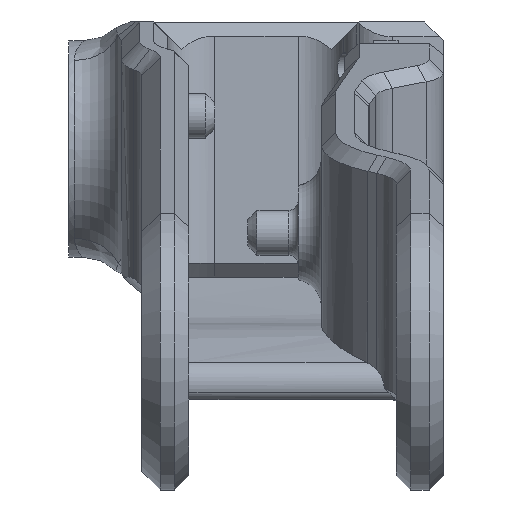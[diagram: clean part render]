
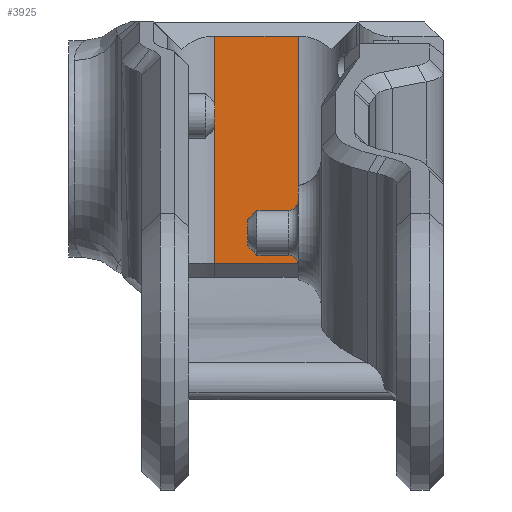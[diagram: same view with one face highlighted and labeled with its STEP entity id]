
A CAD part, left-side view. The second image highlights one B-rep face of the part: STEP entity #3925.
In plain terms, the highlighted planar face has unit normal (-1, 0, 0).
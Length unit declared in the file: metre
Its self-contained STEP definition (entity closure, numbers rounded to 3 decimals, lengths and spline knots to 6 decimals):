
#164=PLANE('',#4282);
#973=ORIENTED_EDGE('',*,*,#2028,.F.);
#974=ORIENTED_EDGE('',*,*,#2029,.F.);
#975=ORIENTED_EDGE('',*,*,#1692,.F.);
#976=ORIENTED_EDGE('',*,*,#2030,.F.);
#1692=EDGE_CURVE('',#2276,#2277,#2633,.T.);
#2028=EDGE_CURVE('',#2552,#2553,#2817,.F.);
#2029=EDGE_CURVE('',#2277,#2552,#2818,.T.);
#2030=EDGE_CURVE('',#2553,#2276,#2819,.T.);
#2276=VERTEX_POINT('',#5500);
#2277=VERTEX_POINT('',#5502);
#2552=VERTEX_POINT('',#6503);
#2553=VERTEX_POINT('',#6504);
#2633=LINE('',#5501,#2923);
#2817=LINE('',#6502,#3107);
#2818=LINE('',#6505,#3108);
#2819=LINE('',#6506,#3109);
#2923=VECTOR('',#4484,1.);
#3107=VECTOR('',#5014,1.);
#3108=VECTOR('',#5015,1.);
#3109=VECTOR('',#5016,1.);
#3319=EDGE_LOOP('',(#973,#974,#975,#976));
#3612=FACE_BOUND('',#3319,.T.);
#3925=ADVANCED_FACE('',(#3612),#164,.F.);
#4282=AXIS2_PLACEMENT_3D('',#6501,#5012,#5013);
#4484=DIRECTION('',(0.,0.,1.));
#5012=DIRECTION('',(1.,0.,0.));
#5013=DIRECTION('',(0.,-1.,0.));
#5014=DIRECTION('',(0.,0.,1.));
#5015=DIRECTION('',(0.,-1.,0.));
#5016=DIRECTION('',(0.,1.,0.));
#5500=CARTESIAN_POINT('',(0.018,0.006,-0.015755));
#5501=CARTESIAN_POINT('',(0.018,0.006,0.0085));
#5502=CARTESIAN_POINT('',(0.018,0.006,0.0085));
#6501=CARTESIAN_POINT('',(0.018,-0.0012,-0.003628));
#6502=CARTESIAN_POINT('',(0.018,-0.0029,-0.017255));
#6503=CARTESIAN_POINT('',(0.018,-0.0029,0.0085));
#6504=CARTESIAN_POINT('',(0.018,-0.0029,-0.015755));
#6505=CARTESIAN_POINT('',(0.018,-0.0012,0.0085));
#6506=CARTESIAN_POINT('',(0.018,0.006,-0.015755));
